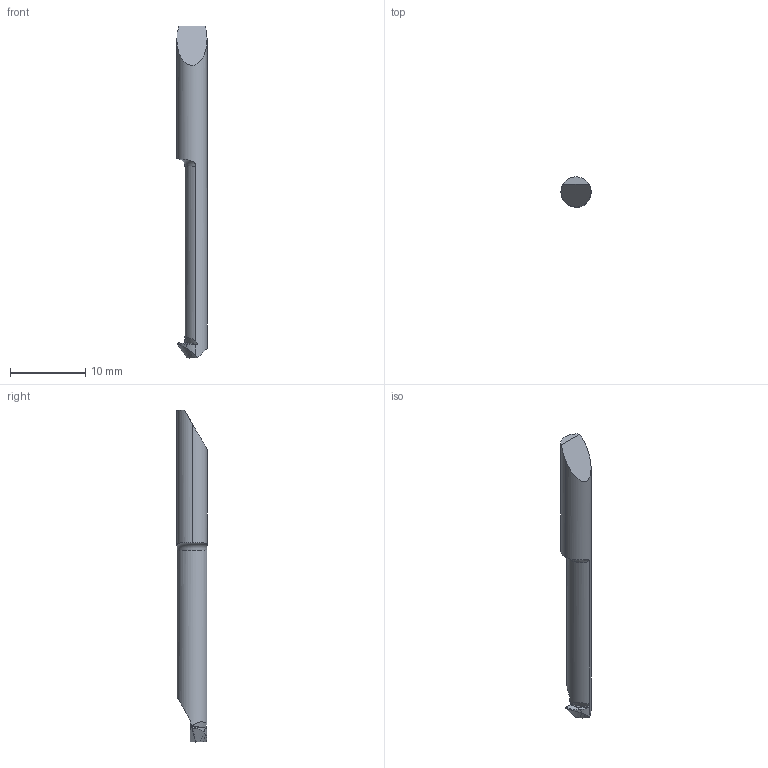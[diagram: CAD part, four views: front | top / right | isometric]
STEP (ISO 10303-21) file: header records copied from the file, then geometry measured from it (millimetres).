
FILE_DESCRIPTION(/* description */ (''),/* implementation_level */ '2;1');
FILE_NAME(/* name */ '1623990929584.stp',/* time_stamp */ '2021-06-18T10:05:43+06:00',/* author */ (''),/* organization */ ('SMS'),/* preprocessor_version */ 'ST-DEVELOPER v16.7',/* originating_system */ 'SIEMENS PLM Software NX 12.0',/* authorisation */ '');
FILE_SCHEMA (('AUTOMOTIVE_DESIGN { 1 0 10303 214 3 1 1 1 }'));
Length unit declared in the file: millimetre
Products named in the file (1): 203572830mod000_00
Bounding box: 4 x 4 x 44 mm (x, y, z)
Volume: 405 mm3; surface area: 498.1 mm2
Topology: 2 solids, 2 shells, 35 faces, 93 edges, 65 vertices
Faces by surface type: bspline 15, plane 11, cylinder 7, torus 2
Entity records: 1628 total; most frequent: CARTESIAN_POINT 860, ORIENTED_EDGE 184, DIRECTION 95, EDGE_CURVE 92, VERTEX_POINT 61, B_SPLINE_CURVE_WITH_KNOTS 50, AXIS2_PLACEMENT_3D 39, ADVANCED_FACE 35
